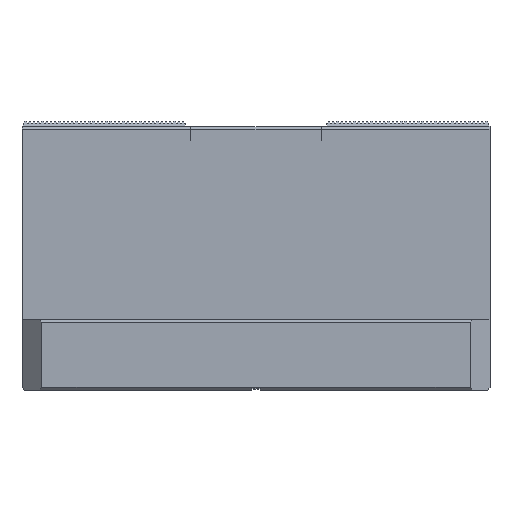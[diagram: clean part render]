
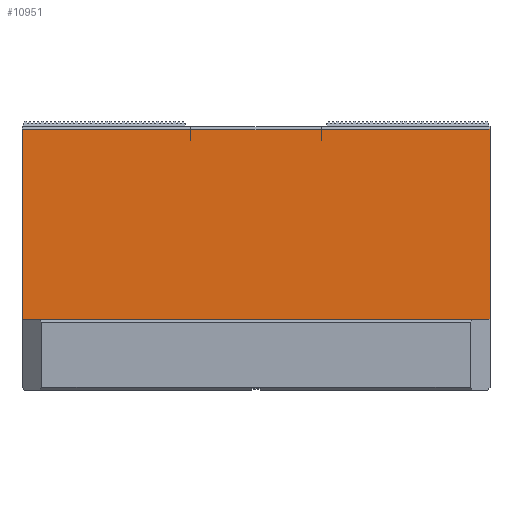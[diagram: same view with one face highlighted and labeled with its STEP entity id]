
A CAD part, top view. The second image highlights one B-rep face of the part: STEP entity #10951.
In plain terms, the highlighted planar face has unit normal (0, 0, 1).
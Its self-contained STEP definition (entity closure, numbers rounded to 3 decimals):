
#85 = VERTEX_POINT ( 'NONE', #16901 ) ;
#181 = VERTEX_POINT ( 'NONE', #17019 ) ;
#496 = DIRECTION ( 'NONE',  ( -1., 0., 0. ) ) ;
#497 = DIRECTION ( 'NONE',  ( 0., 0., -1. ) ) ;
#498 = AXIS2_PLACEMENT_3D ( 'NONE', #500, #497, #496 ) ;
#500 = CARTESIAN_POINT ( 'NONE',  ( -82.501, 93., 35. ) ) ;
#501 = PLANE ( 'NONE',  #498 ) ;
#502 = FACE_OUTER_BOUND ( 'NONE', #10930, .T. ) ;
#1617 = CARTESIAN_POINT ( 'NONE',  ( -82.5, 92., 35. ) ) ;
#1619 = CARTESIAN_POINT ( 'NONE',  ( -82.5, 25., 35. ) ) ;
#1650 = DIRECTION ( 'NONE',  ( 0., 1., 0. ) ) ;
#1651 = VECTOR ( 'NONE', #1650, 1000. ) ;
#1652 = CARTESIAN_POINT ( 'NONE',  ( -82.5, 93., 35. ) ) ;
#1653 = LINE ( 'NONE', #1652, #1651 ) ;
#2672 = CARTESIAN_POINT ( 'NONE',  ( 23., 91.9, 35. ) ) ;
#2766 = CARTESIAN_POINT ( 'NONE',  ( -23., 91.9, 35. ) ) ;
#2803 = CARTESIAN_POINT ( 'NONE',  ( 23., 88., 35. ) ) ;
#2804 = DIRECTION ( 'NONE',  ( 0., -1., 0. ) ) ;
#2805 = VECTOR ( 'NONE', #2804, 1000. ) ;
#2806 = CARTESIAN_POINT ( 'NONE',  ( 23., 92.9, 35. ) ) ;
#2807 = LINE ( 'NONE', #2806, #2805 ) ;
#2821 = DIRECTION ( 'NONE',  ( 0., -1., 0. ) ) ;
#2822 = VECTOR ( 'NONE', #2821, 1000. ) ;
#2823 = CARTESIAN_POINT ( 'NONE',  ( -23., 92.9, 35. ) ) ;
#2824 = LINE ( 'NONE', #2823, #2822 ) ;
#2855 = CARTESIAN_POINT ( 'NONE',  ( -23., 88., 35. ) ) ;
#9142 = DIRECTION ( 'NONE',  ( 1., 0., 0. ) ) ;
#9143 = VECTOR ( 'NONE', #9142, 1000. ) ;
#9144 = CARTESIAN_POINT ( 'NONE',  ( -23., 88., 35. ) ) ;
#9145 = LINE ( 'NONE', #9144, #9143 ) ;
#9298 = DIRECTION ( 'NONE',  ( 1., 0., 0. ) ) ;
#9299 = VECTOR ( 'NONE', #9298, 1000. ) ;
#9300 = CARTESIAN_POINT ( 'NONE',  ( -23., 88., 35. ) ) ;
#9306 = LINE ( 'NONE', #9300, #9299 ) ;
#9550 = CARTESIAN_POINT ( 'NONE',  ( 23., 88., 35. ) ) ;
#10323 = DIRECTION ( 'NONE',  ( -1., 0., 0. ) ) ;
#10324 = VECTOR ( 'NONE', #10323, 1000. ) ;
#10325 = CARTESIAN_POINT ( 'NONE',  ( -23., 91.9, 35. ) ) ;
#10326 = LINE ( 'NONE', #10325, #10324 ) ;
#10339 = CARTESIAN_POINT ( 'NONE',  ( 23., 92., 35. ) ) ;
#10340 = DIRECTION ( 'NONE',  ( -1., 0., 0. ) ) ;
#10341 = VECTOR ( 'NONE', #10340, 1000. ) ;
#10342 = CARTESIAN_POINT ( 'NONE',  ( 23., 92., 35. ) ) ;
#10343 = LINE ( 'NONE', #10342, #10341 ) ;
#10356 = CARTESIAN_POINT ( 'NONE',  ( 82.5, 92., 35. ) ) ;
#10357 = DIRECTION ( 'NONE',  ( 0., 1., 0. ) ) ;
#10358 = VECTOR ( 'NONE', #10357, 1000. ) ;
#10359 = CARTESIAN_POINT ( 'NONE',  ( 82.5, 93., 35. ) ) ;
#10360 = LINE ( 'NONE', #10359, #10358 ) ;
#10398 = DIRECTION ( 'NONE',  ( 0., 1., 0. ) ) ;
#10399 = VECTOR ( 'NONE', #10398, 1000. ) ;
#10400 = CARTESIAN_POINT ( 'NONE',  ( 23., 88., 35. ) ) ;
#10401 = LINE ( 'NONE', #10400, #10399 ) ;
#10498 = DIRECTION ( 'NONE',  ( 1., 0., 0. ) ) ;
#10499 = VECTOR ( 'NONE', #10498, 1000. ) ;
#10500 = CARTESIAN_POINT ( 'NONE',  ( -82.501, 25., 35. ) ) ;
#10501 = LINE ( 'NONE', #10500, #10499 ) ;
#10502 = DIRECTION ( 'NONE',  ( 0., 1., 0. ) ) ;
#10503 = VECTOR ( 'NONE', #10502, 1000. ) ;
#10504 = CARTESIAN_POINT ( 'NONE',  ( -23., 88., 35. ) ) ;
#10505 = LINE ( 'NONE', #10504, #10503 ) ;
#10522 = DIRECTION ( 'NONE',  ( -1., 0., 0. ) ) ;
#10523 = VECTOR ( 'NONE', #10522, 1000. ) ;
#10524 = CARTESIAN_POINT ( 'NONE',  ( -82.5, 92., 35. ) ) ;
#10525 = LINE ( 'NONE', #10524, #10523 ) ;
#10526 = CARTESIAN_POINT ( 'NONE',  ( -23., 92., 35. ) ) ;
#10885 = ORIENTED_EDGE ( 'NONE', *, *, #12270, .F. ) ;
#10930 = EDGE_LOOP ( 'NONE', ( #10885, #17676, #17643, #17641, #17636, #17784, #17789, #17782, #17639, #17640, #17701, #17642 ) ) ;
#10951 = ADVANCED_FACE ( 'NONE', ( #502 ), #501, .F. ) ;
#11612 = VERTEX_POINT ( 'NONE', #1619 ) ;
#11616 = VERTEX_POINT ( 'NONE', #1617 ) ;
#11631 = EDGE_CURVE ( 'NONE', #11612, #11616, #1653, .T. ) ;
#12200 = VERTEX_POINT ( 'NONE', #2672 ) ;
#12258 = VERTEX_POINT ( 'NONE', #2766 ) ;
#12260 = EDGE_CURVE ( 'NONE', #12258, #12281, #2824, .T. ) ;
#12270 = EDGE_CURVE ( 'NONE', #12200, #12271, #2807, .T. ) ;
#12271 = VERTEX_POINT ( 'NONE', #2803 ) ;
#12281 = VERTEX_POINT ( 'NONE', #2855 ) ;
#16152 = EDGE_CURVE ( 'NONE', #181, #12281, #9145, .T. ) ;
#16288 = EDGE_CURVE ( 'NONE', #12271, #16433, #9306, .T. ) ;
#16433 = VERTEX_POINT ( 'NONE', #9550 ) ;
#16901 = CARTESIAN_POINT ( 'NONE',  ( 82.5, 25., 35. ) ) ;
#17019 = CARTESIAN_POINT ( 'NONE',  ( -23., 88., 35. ) ) ;
#17636 = ORIENTED_EDGE ( 'NONE', *, *, #17787, .T. ) ;
#17639 = ORIENTED_EDGE ( 'NONE', *, *, #17686, .T. ) ;
#17640 = ORIENTED_EDGE ( 'NONE', *, *, #17702, .T. ) ;
#17641 = ORIENTED_EDGE ( 'NONE', *, *, #16152, .F. ) ;
#17642 = ORIENTED_EDGE ( 'NONE', *, *, #16288, .F. ) ;
#17643 = ORIENTED_EDGE ( 'NONE', *, *, #12260, .T. ) ;
#17671 = EDGE_CURVE ( 'NONE', #12200, #12258, #10326, .T. ) ;
#17676 = ORIENTED_EDGE ( 'NONE', *, *, #17671, .T. ) ;
#17686 = EDGE_CURVE ( 'NONE', #85, #17687, #10360, .T. ) ;
#17687 = VERTEX_POINT ( 'NONE', #10356 ) ;
#17701 = ORIENTED_EDGE ( 'NONE', *, *, #17704, .F. ) ;
#17702 = EDGE_CURVE ( 'NONE', #17687, #17703, #10343, .T. ) ;
#17703 = VERTEX_POINT ( 'NONE', #10339 ) ;
#17704 = EDGE_CURVE ( 'NONE', #16433, #17703, #10401, .T. ) ;
#17781 = VERTEX_POINT ( 'NONE', #10526 ) ;
#17782 = ORIENTED_EDGE ( 'NONE', *, *, #17788, .T. ) ;
#17783 = EDGE_CURVE ( 'NONE', #17781, #11616, #10525, .T. ) ;
#17784 = ORIENTED_EDGE ( 'NONE', *, *, #17783, .T. ) ;
#17787 = EDGE_CURVE ( 'NONE', #181, #17781, #10505, .T. ) ;
#17788 = EDGE_CURVE ( 'NONE', #11612, #85, #10501, .T. ) ;
#17789 = ORIENTED_EDGE ( 'NONE', *, *, #11631, .F. ) ;
